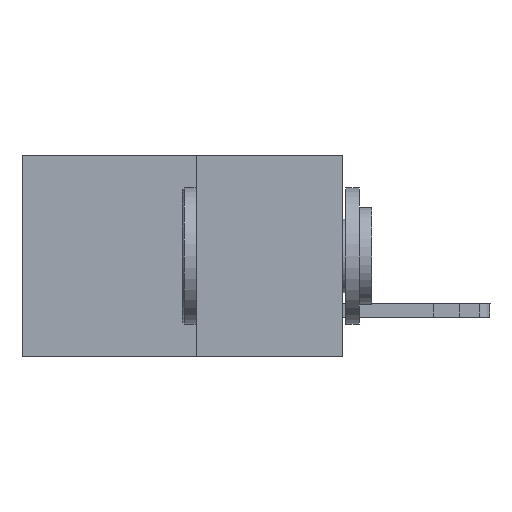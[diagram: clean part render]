
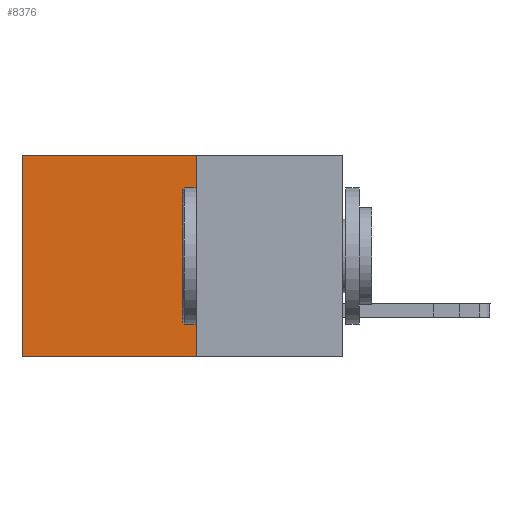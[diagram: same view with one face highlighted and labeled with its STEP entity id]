
A CAD part, left-side view. The second image highlights one B-rep face of the part: STEP entity #8376.
In plain terms, the highlighted planar face has unit normal (-1, 0, 0).
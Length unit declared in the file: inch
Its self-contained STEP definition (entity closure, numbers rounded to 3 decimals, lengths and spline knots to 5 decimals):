
#87 = VERTEX_POINT ( 'NONE', #9110 ) ;
#682 = CARTESIAN_POINT ( 'NONE',  ( 0.277, 0.27, -0.37 ) ) ;
#759 = LINE ( 'NONE', #1036, #12017 ) ;
#1036 = CARTESIAN_POINT ( 'NONE',  ( 0.277, 0.27, -0.37 ) ) ;
#1934 = LINE ( 'NONE', #5358, #13148 ) ;
#3216 = DIRECTION ( 'NONE',  ( 0., 1., 0. ) ) ;
#3535 = PLANE ( 'NONE',  #6565 ) ;
#3742 = CARTESIAN_POINT ( 'NONE',  ( 0.277, 0.27, -0.37 ) ) ;
#4602 = VECTOR ( 'NONE', #8501, 39.37008 ) ;
#4680 = DIRECTION ( 'NONE',  ( 0., 0., -1. ) ) ;
#4843 = ORIENTED_EDGE ( 'NONE', *, *, #8067, .T. ) ;
#5323 = ORIENTED_EDGE ( 'NONE', *, *, #8845, .F. ) ;
#5358 = CARTESIAN_POINT ( 'NONE',  ( 0.277, 0.27, 0. ) ) ;
#5789 = VERTEX_POINT ( 'NONE', #6156 ) ;
#6156 = CARTESIAN_POINT ( 'NONE',  ( 0.277, 0.59, -0.37 ) ) ;
#6318 = ORIENTED_EDGE ( 'NONE', *, *, #10686, .F. ) ;
#6565 = AXIS2_PLACEMENT_3D ( 'NONE', #10124, #11187, #4680 ) ;
#6774 = ORIENTED_EDGE ( 'NONE', *, *, #14034, .T. ) ;
#7093 = EDGE_LOOP ( 'NONE', ( #4843, #5323, #6318, #6774 ) ) ;
#7498 = VERTEX_POINT ( 'NONE', #8530 ) ;
#8067 = EDGE_CURVE ( 'NONE', #87, #5789, #10384, .T. ) ;
#8376 = ADVANCED_FACE ( 'NONE', ( #9180 ), #3535, .F. ) ;
#8501 = DIRECTION ( 'NONE',  ( 0., 0., -1. ) ) ;
#8530 = CARTESIAN_POINT ( 'NONE',  ( 0.277, 0.27, 0. ) ) ;
#8845 = EDGE_CURVE ( 'NONE', #11727, #5789, #759, .T. ) ;
#9110 = CARTESIAN_POINT ( 'NONE',  ( 0.277, 0.59, 0. ) ) ;
#9180 = FACE_OUTER_BOUND ( 'NONE', #7093, .T. ) ;
#9454 = DIRECTION ( 'NONE',  ( 0., 0., -1. ) ) ;
#10124 = CARTESIAN_POINT ( 'NONE',  ( 0.277, 0.27, -0.37 ) ) ;
#10384 = LINE ( 'NONE', #12690, #4602 ) ;
#10686 = EDGE_CURVE ( 'NONE', #7498, #11727, #13457, .T. ) ;
#10785 = DIRECTION ( 'NONE',  ( 0., 1., 0. ) ) ;
#11187 = DIRECTION ( 'NONE',  ( 1., 0., 0. ) ) ;
#11727 = VERTEX_POINT ( 'NONE', #3742 ) ;
#12017 = VECTOR ( 'NONE', #3216, 39.37008 ) ;
#12690 = CARTESIAN_POINT ( 'NONE',  ( 0.277, 0.59, -0.37 ) ) ;
#13120 = VECTOR ( 'NONE', #9454, 39.37008 ) ;
#13148 = VECTOR ( 'NONE', #10785, 39.37008 ) ;
#13457 = LINE ( 'NONE', #682, #13120 ) ;
#14034 = EDGE_CURVE ( 'NONE', #7498, #87, #1934, .T. ) ;
